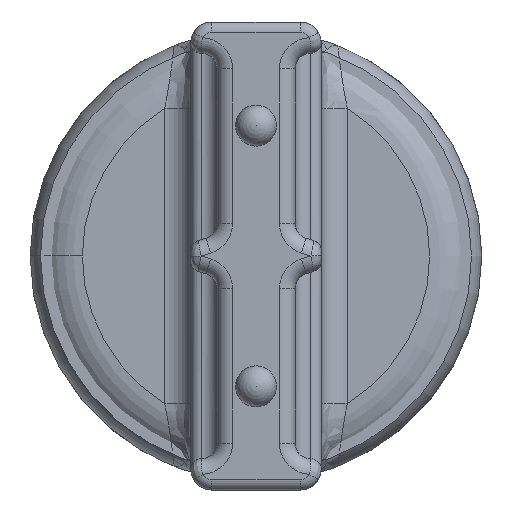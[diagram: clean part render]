
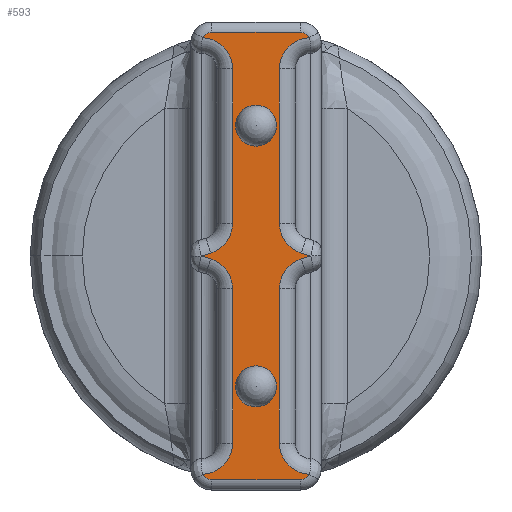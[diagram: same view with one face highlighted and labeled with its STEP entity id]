
A CAD part, front view. The second image highlights one B-rep face of the part: STEP entity #593.
In plain terms, the highlighted planar face has unit normal (0, -1, 0).
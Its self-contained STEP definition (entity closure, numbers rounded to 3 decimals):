
#51 = VERTEX_POINT('',#52);
#52 = CARTESIAN_POINT('',(-2.675,-20.366,0.));
#58 = EDGE_CURVE('',#51,#59,#61,.T.);
#59 = VERTEX_POINT('',#60);
#60 = CARTESIAN_POINT('',(-3.675,-20.366,0.));
#61 = CIRCLE('',#62,0.5);
#62 = AXIS2_PLACEMENT_3D('',#63,#64,#65);
#63 = CARTESIAN_POINT('',(-3.175,-20.366,0.));
#64 = DIRECTION('',(0.,-1.,0.));
#65 = DIRECTION('',(0.,0.,1.));
#93 = VERTEX_POINT('',#94);
#94 = CARTESIAN_POINT('',(3.675,-20.366,0.));
#100 = EDGE_CURVE('',#93,#101,#103,.T.);
#101 = VERTEX_POINT('',#102);
#102 = CARTESIAN_POINT('',(2.675,-20.366,0.));
#103 = CIRCLE('',#104,0.5);
#104 = AXIS2_PLACEMENT_3D('',#105,#106,#107);
#105 = CARTESIAN_POINT('',(3.175,-20.366,0.));
#106 = DIRECTION('',(0.,-1.,0.));
#107 = DIRECTION('',(0.,0.,1.));
#593 = ADVANCED_FACE('',(#594,#784,#794),#804,.F.);
#594 = FACE_BOUND('',#595,.T.);
#595 = EDGE_LOOP('',(#596,#606,#615,#624,#632,#641,#649,#657,#666,#674,
    #683,#692,#700,#709,#718,#726,#735,#743,#751,#760,#768,#777));
#596 = ORIENTED_EDGE('',*,*,#597,.T.);
#597 = EDGE_CURVE('',#598,#600,#602,.T.);
#598 = VERTEX_POINT('',#599);
#599 = CARTESIAN_POINT('',(5.446,-20.366,-1.08));
#600 = VERTEX_POINT('',#601);
#601 = CARTESIAN_POINT('',(5.446,-20.366,1.08));
#602 = LINE('',#603,#604);
#603 = CARTESIAN_POINT('',(5.446,-20.366,1.588));
#604 = VECTOR('',#605,1.);
#605 = DIRECTION('',(-0.,0.,1.));
#606 = ORIENTED_EDGE('',*,*,#607,.T.);
#607 = EDGE_CURVE('',#600,#608,#610,.T.);
#608 = VERTEX_POINT('',#609);
#609 = CARTESIAN_POINT('',(5.318,-20.366,1.3));
#610 = CIRCLE('',#611,0.254);
#611 = AXIS2_PLACEMENT_3D('',#612,#613,#614);
#612 = CARTESIAN_POINT('',(5.192,-20.366,1.08));
#613 = DIRECTION('',(-0.,-1.,0.));
#614 = DIRECTION('',(0.,0.,1.));
#615 = ORIENTED_EDGE('',*,*,#616,.F.);
#616 = EDGE_CURVE('',#617,#608,#619,.T.);
#617 = VERTEX_POINT('',#618);
#618 = CARTESIAN_POINT('',(4.557,-20.366,0.572));
#619 = CIRCLE('',#620,0.762);
#620 = AXIS2_PLACEMENT_3D('',#621,#622,#623);
#621 = CARTESIAN_POINT('',(4.557,-20.366,1.334));
#622 = DIRECTION('',(-0.,-1.,0.));
#623 = DIRECTION('',(0.,0.,1.));
#624 = ORIENTED_EDGE('',*,*,#625,.T.);
#625 = EDGE_CURVE('',#617,#626,#628,.T.);
#626 = VERTEX_POINT('',#627);
#627 = CARTESIAN_POINT('',(0.797,-20.366,0.572));
#628 = LINE('',#629,#630);
#629 = CARTESIAN_POINT('',(5.7,-20.366,0.572));
#630 = VECTOR('',#631,1.);
#631 = DIRECTION('',(-1.,-0.,-0.));
#632 = ORIENTED_EDGE('',*,*,#633,.F.);
#633 = EDGE_CURVE('',#634,#626,#636,.T.);
#634 = VERTEX_POINT('',#635);
#635 = CARTESIAN_POINT('',(0.07,-20.366,1.104));
#636 = CIRCLE('',#637,0.762);
#637 = AXIS2_PLACEMENT_3D('',#638,#639,#640);
#638 = CARTESIAN_POINT('',(0.797,-20.366,1.334));
#639 = DIRECTION('',(0.,-1.,0.));
#640 = DIRECTION('',(0.,0.,1.));
#641 = ORIENTED_EDGE('',*,*,#642,.T.);
#642 = EDGE_CURVE('',#634,#643,#645,.T.);
#643 = VERTEX_POINT('',#644);
#644 = CARTESIAN_POINT('',(0.,-20.366,1.327));
#645 = LINE('',#646,#647);
#646 = CARTESIAN_POINT('',(0.441,-20.366,-0.071));
#647 = VECTOR('',#648,1.);
#648 = DIRECTION('',(-0.301,0.,0.954));
#649 = ORIENTED_EDGE('',*,*,#650,.T.);
#650 = EDGE_CURVE('',#643,#651,#653,.T.);
#651 = VERTEX_POINT('',#652);
#652 = CARTESIAN_POINT('',(-0.07,-20.366,1.104));
#653 = LINE('',#654,#655);
#654 = CARTESIAN_POINT('',(0.59,-20.366,3.199));
#655 = VECTOR('',#656,1.);
#656 = DIRECTION('',(-0.301,-0.,-0.954));
#657 = ORIENTED_EDGE('',*,*,#658,.F.);
#658 = EDGE_CURVE('',#659,#651,#661,.T.);
#659 = VERTEX_POINT('',#660);
#660 = CARTESIAN_POINT('',(-0.797,-20.366,0.572));
#661 = CIRCLE('',#662,0.762);
#662 = AXIS2_PLACEMENT_3D('',#663,#664,#665);
#663 = CARTESIAN_POINT('',(-0.797,-20.366,1.334));
#664 = DIRECTION('',(-0.,-1.,0.));
#665 = DIRECTION('',(0.,0.,1.));
#666 = ORIENTED_EDGE('',*,*,#667,.T.);
#667 = EDGE_CURVE('',#659,#668,#670,.T.);
#668 = VERTEX_POINT('',#669);
#669 = CARTESIAN_POINT('',(-4.557,-20.366,0.572));
#670 = LINE('',#671,#672);
#671 = CARTESIAN_POINT('',(5.7,-20.366,0.572));
#672 = VECTOR('',#673,1.);
#673 = DIRECTION('',(-1.,-0.,-0.));
#674 = ORIENTED_EDGE('',*,*,#675,.F.);
#675 = EDGE_CURVE('',#676,#668,#678,.T.);
#676 = VERTEX_POINT('',#677);
#677 = CARTESIAN_POINT('',(-5.318,-20.366,1.3));
#678 = CIRCLE('',#679,0.762);
#679 = AXIS2_PLACEMENT_3D('',#680,#681,#682);
#680 = CARTESIAN_POINT('',(-4.557,-20.366,1.334));
#681 = DIRECTION('',(0.,-1.,0.));
#682 = DIRECTION('',(0.,0.,1.));
#683 = ORIENTED_EDGE('',*,*,#684,.T.);
#684 = EDGE_CURVE('',#676,#685,#687,.T.);
#685 = VERTEX_POINT('',#686);
#686 = CARTESIAN_POINT('',(-5.446,-20.366,1.08));
#687 = CIRCLE('',#688,0.254);
#688 = AXIS2_PLACEMENT_3D('',#689,#690,#691);
#689 = CARTESIAN_POINT('',(-5.192,-20.366,1.08));
#690 = DIRECTION('',(0.,-1.,0.));
#691 = DIRECTION('',(0.,0.,1.));
#692 = ORIENTED_EDGE('',*,*,#693,.T.);
#693 = EDGE_CURVE('',#685,#694,#696,.T.);
#694 = VERTEX_POINT('',#695);
#695 = CARTESIAN_POINT('',(-5.446,-20.366,-1.08));
#696 = LINE('',#697,#698);
#697 = CARTESIAN_POINT('',(-5.446,-20.366,1.588));
#698 = VECTOR('',#699,1.);
#699 = DIRECTION('',(0.,-0.,-1.));
#700 = ORIENTED_EDGE('',*,*,#701,.T.);
#701 = EDGE_CURVE('',#694,#702,#704,.T.);
#702 = VERTEX_POINT('',#703);
#703 = CARTESIAN_POINT('',(-5.318,-20.366,-1.3));
#704 = CIRCLE('',#705,0.254);
#705 = AXIS2_PLACEMENT_3D('',#706,#707,#708);
#706 = CARTESIAN_POINT('',(-5.192,-20.366,-1.08));
#707 = DIRECTION('',(0.,-1.,0.));
#708 = DIRECTION('',(0.,0.,1.));
#709 = ORIENTED_EDGE('',*,*,#710,.F.);
#710 = EDGE_CURVE('',#711,#702,#713,.T.);
#711 = VERTEX_POINT('',#712);
#712 = CARTESIAN_POINT('',(-4.557,-20.366,-0.572));
#713 = CIRCLE('',#714,0.762);
#714 = AXIS2_PLACEMENT_3D('',#715,#716,#717);
#715 = CARTESIAN_POINT('',(-4.557,-20.366,-1.334));
#716 = DIRECTION('',(0.,-1.,0.));
#717 = DIRECTION('',(0.,0.,1.));
#718 = ORIENTED_EDGE('',*,*,#719,.T.);
#719 = EDGE_CURVE('',#711,#720,#722,.T.);
#720 = VERTEX_POINT('',#721);
#721 = CARTESIAN_POINT('',(-0.797,-20.366,-0.572));
#722 = LINE('',#723,#724);
#723 = CARTESIAN_POINT('',(5.7,-20.366,-0.572));
#724 = VECTOR('',#725,1.);
#725 = DIRECTION('',(1.,-0.,-0.));
#726 = ORIENTED_EDGE('',*,*,#727,.F.);
#727 = EDGE_CURVE('',#728,#720,#730,.T.);
#728 = VERTEX_POINT('',#729);
#729 = CARTESIAN_POINT('',(-0.07,-20.366,-1.104)
  );
#730 = CIRCLE('',#731,0.762);
#731 = AXIS2_PLACEMENT_3D('',#732,#733,#734);
#732 = CARTESIAN_POINT('',(-0.797,-20.366,-1.334));
#733 = DIRECTION('',(0.,-1.,0.));
#734 = DIRECTION('',(0.,0.,1.));
#735 = ORIENTED_EDGE('',*,*,#736,.T.);
#736 = EDGE_CURVE('',#728,#737,#739,.T.);
#737 = VERTEX_POINT('',#738);
#738 = CARTESIAN_POINT('',(0.,-20.366,-1.327));
#739 = LINE('',#740,#741);
#740 = CARTESIAN_POINT('',(-0.321,-20.366,-0.311));
#741 = VECTOR('',#742,1.);
#742 = DIRECTION('',(0.301,-0.,-0.954));
#743 = ORIENTED_EDGE('',*,*,#744,.T.);
#744 = EDGE_CURVE('',#737,#745,#747,.T.);
#745 = VERTEX_POINT('',#746);
#746 = CARTESIAN_POINT('',(0.07,-20.366,-1.104));
#747 = LINE('',#748,#749);
#748 = CARTESIAN_POINT('',(1.351,-20.366,2.959));
#749 = VECTOR('',#750,1.);
#750 = DIRECTION('',(0.301,-0.,0.954));
#751 = ORIENTED_EDGE('',*,*,#752,.F.);
#752 = EDGE_CURVE('',#753,#745,#755,.T.);
#753 = VERTEX_POINT('',#754);
#754 = CARTESIAN_POINT('',(0.797,-20.366,-0.572));
#755 = CIRCLE('',#756,0.762);
#756 = AXIS2_PLACEMENT_3D('',#757,#758,#759);
#757 = CARTESIAN_POINT('',(0.797,-20.366,-1.334));
#758 = DIRECTION('',(0.,-1.,0.));
#759 = DIRECTION('',(0.,0.,1.));
#760 = ORIENTED_EDGE('',*,*,#761,.T.);
#761 = EDGE_CURVE('',#753,#762,#764,.T.);
#762 = VERTEX_POINT('',#763);
#763 = CARTESIAN_POINT('',(4.557,-20.366,-0.572));
#764 = LINE('',#765,#766);
#765 = CARTESIAN_POINT('',(5.7,-20.366,-0.572));
#766 = VECTOR('',#767,1.);
#767 = DIRECTION('',(1.,-0.,-0.));
#768 = ORIENTED_EDGE('',*,*,#769,.F.);
#769 = EDGE_CURVE('',#770,#762,#772,.T.);
#770 = VERTEX_POINT('',#771);
#771 = CARTESIAN_POINT('',(5.318,-20.366,-1.3));
#772 = CIRCLE('',#773,0.762);
#773 = AXIS2_PLACEMENT_3D('',#774,#775,#776);
#774 = CARTESIAN_POINT('',(4.557,-20.366,-1.334));
#775 = DIRECTION('',(0.,-1.,0.));
#776 = DIRECTION('',(0.,0.,1.));
#777 = ORIENTED_EDGE('',*,*,#778,.T.);
#778 = EDGE_CURVE('',#770,#598,#779,.T.);
#779 = CIRCLE('',#780,0.254);
#780 = AXIS2_PLACEMENT_3D('',#781,#782,#783);
#781 = CARTESIAN_POINT('',(5.192,-20.366,-1.08));
#782 = DIRECTION('',(-0.,-1.,0.));
#783 = DIRECTION('',(0.,0.,1.));
#784 = FACE_BOUND('',#785,.T.);
#785 = EDGE_LOOP('',(#786,#793));
#786 = ORIENTED_EDGE('',*,*,#787,.F.);
#787 = EDGE_CURVE('',#101,#93,#788,.T.);
#788 = CIRCLE('',#789,0.5);
#789 = AXIS2_PLACEMENT_3D('',#790,#791,#792);
#790 = CARTESIAN_POINT('',(3.175,-20.366,0.));
#791 = DIRECTION('',(0.,-1.,0.));
#792 = DIRECTION('',(0.,0.,1.));
#793 = ORIENTED_EDGE('',*,*,#100,.F.);
#794 = FACE_BOUND('',#795,.T.);
#795 = EDGE_LOOP('',(#796,#803));
#796 = ORIENTED_EDGE('',*,*,#797,.F.);
#797 = EDGE_CURVE('',#59,#51,#798,.T.);
#798 = CIRCLE('',#799,0.5);
#799 = AXIS2_PLACEMENT_3D('',#800,#801,#802);
#800 = CARTESIAN_POINT('',(-3.175,-20.366,0.));
#801 = DIRECTION('',(0.,-1.,0.));
#802 = DIRECTION('',(0.,0.,1.));
#803 = ORIENTED_EDGE('',*,*,#58,.F.);
#804 = PLANE('',#805);
#805 = AXIS2_PLACEMENT_3D('',#806,#807,#808);
#806 = CARTESIAN_POINT('',(5.7,-20.366,1.588));
#807 = DIRECTION('',(0.,1.,-0.));
#808 = DIRECTION('',(0.,0.,1.));
